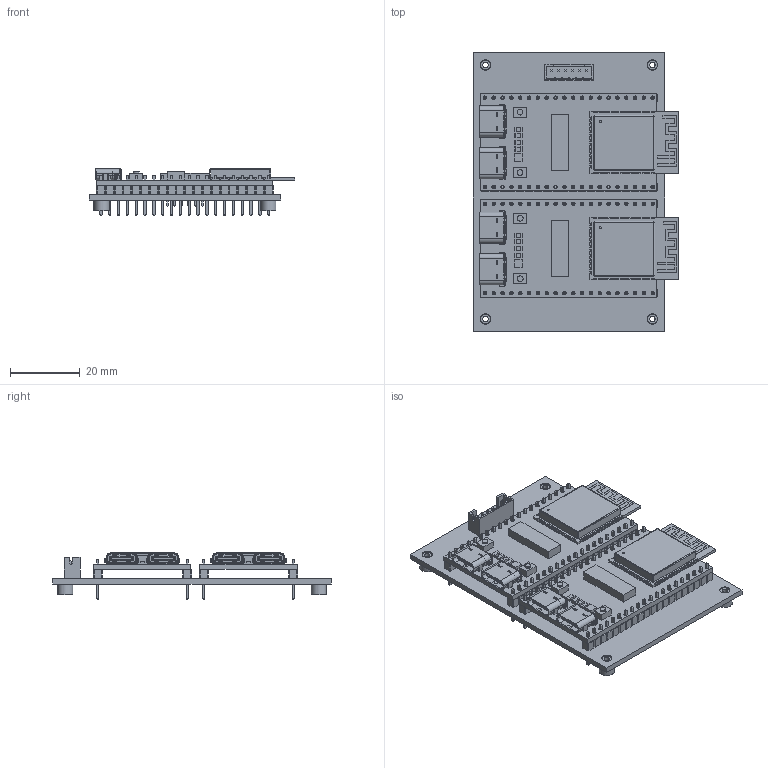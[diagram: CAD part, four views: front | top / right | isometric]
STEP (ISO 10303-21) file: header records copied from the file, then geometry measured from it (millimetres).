
FILE_DESCRIPTION(('KiCad electronic assembly'),'2;1');
FILE_NAME('CanSat_Camera_Board.step','2025-04-28T01:25:39',('Pcbnew'),( 'Kicad'),'Open CASCADE STEP processor 7.7','KiCad to STEP converter' ,'Unknown');
FILE_SCHEMA(('AUTOMOTIVE_DESIGN { 1 0 10303 214 1 1 1 1 }'));
Length unit declared in the file: millimetre
Products named in the file (14): CanSat_Camera_Board 1; Freenove_ESP32-S3-WROOM_CAM_Board; Freenove ESP32 S3 WROOM CAM Board v4; PinHeader_1x20_P2.54mm_Vertical; PinHeader_1x20_P254mm_Vertical; ESP32-S3-WROOM-1-N16R8; ESP32-S3-WROOM-1-N8R2; USB-C_Female_Connector; USB-C Female Connector v2; JST_PH_B6B-PH-K_1x06_P2.00mm_Vertical; JST_B6B_PH_K; 9774030243R_M2_Standoff; 9774030243R_M2_Standoff v2; CanSat_Camera_Board_PCB
Assembly tree (24 placements, depth 3):
  CanSat_Camera_Board 1
    Freenove_ESP32-S3-WROOM_CAM_Board  x2
      Freenove ESP32 S3 WROOM CAM Board v4
    PinHeader_1x20_P2.54mm_Vertical  x4
      PinHeader_1x20_P254mm_Vertical
    ESP32-S3-WROOM-1-N16R8  x2
      ESP32-S3-WROOM-1-N8R2
    USB-C_Female_Connector  x4
      USB-C Female Connector v2
    JST_PH_B6B-PH-K_1x06_P2.00mm_Vertical
      JST_B6B_PH_K
    9774030243R_M2_Standoff  x4
      9774030243R_M2_Standoff v2
    CanSat_Camera_Board_PCB
Bounding box: 59.05 x 80 x 13.34 mm (x, y, z)
Volume: 14849.9 mm3; surface area: 27576.6 mm2
Topology: 292 solids, 292 shells, 8173 faces, 20902 edges, 13492 vertices
Faces by surface type: plane 6901, cylinder 1160, cone 96, bspline 16
Full cylindrical faces by diameter (mm): 0.5 x8, 0.75 x6, 1 x160, 1.567 x4, 1.65 x4, 2.8 x4, 3 x4, 4.35 x4
Entity records: 88866 total; most frequent: CARTESIAN_POINT 14712, ORIENTED_EDGE 14174, DIRECTION 13453, EDGE_CURVE 7087, LINE 6219, VECTOR 6219, VERTEX_POINT 4604, AXIS2_PLACEMENT_3D 3617
